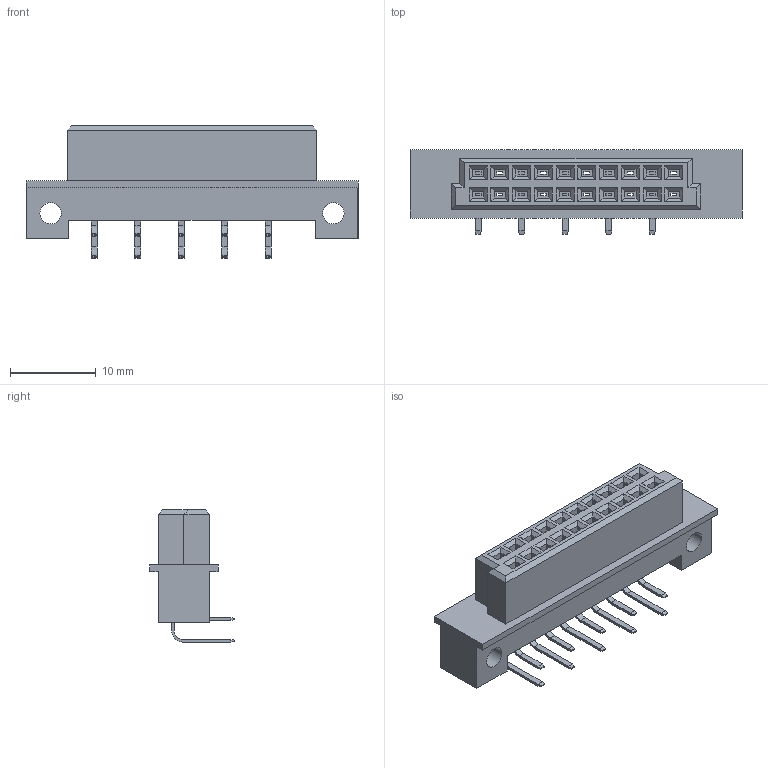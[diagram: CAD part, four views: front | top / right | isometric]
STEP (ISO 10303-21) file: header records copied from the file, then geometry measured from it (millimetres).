
FILE_DESCRIPTION (( 'STEP AP203' ), '1' );
FILE_NAME ('462-010-360-222.STEP', '2019-11-11T15:22:17', ( '' ), ( '' ), 'SwSTEP 2.0', 'SolidWorks 2020', '' );
FILE_SCHEMA (( 'CONFIG_CONTROL_DESIGN' ));
Length unit declared in the file: millimetre
Products named in the file (4): 462-290-1; 462-290-2; 462-010-360-222; 462 Part_20
Assembly tree (11 placements, depth 2):
  462-010-360-222
    462 Part_20
    462-290-1  x5
    462-290-2  x5
Bounding box: 38.76 x 9.9 x 15.43 mm (x, y, z)
Volume: 2136.4 mm3; surface area: 2571 mm2
Topology: 11 solids, 11 shells, 435 faces, 1048 edges, 656 vertices
Faces by surface type: plane 411, cylinder 24
Entity records: 9952 total; most frequent: CARTESIAN_POINT 1625, ORIENTED_EDGE 1584, DIRECTION 1482, EDGE_CURVE 792, LINE 776, VECTOR 776, VERTEX_POINT 496, EDGE_LOOP 388
